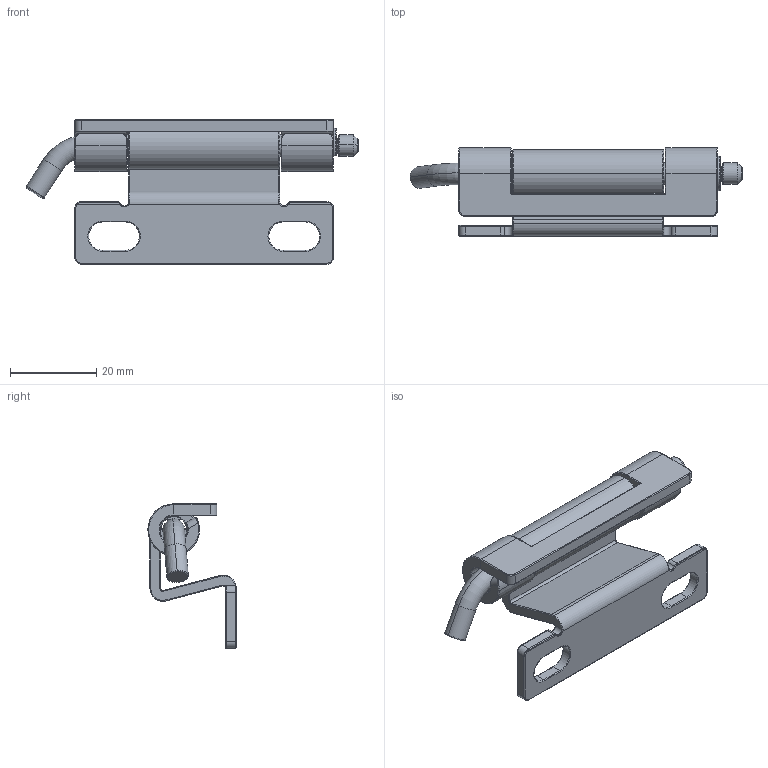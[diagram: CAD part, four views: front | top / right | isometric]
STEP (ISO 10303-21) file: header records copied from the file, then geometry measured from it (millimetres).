
FILE_DESCRIPTION (( 'STEP AP214' ), '1' );
FILE_NAME ('HGT-101-3T.STEP', '2018-05-21T09:28:10', ( '' ), ( '' ), 'SwSTEP 2.0', 'SolidWorks 2010', '' );
FILE_SCHEMA (( 'AUTOMOTIVE_DESIGN' ));
Length unit declared in the file: millimetre
Products named in the file (5): 插銷; 連接片; 基座; HGT-101-3T; E3.5
Assembly tree (4 placements, depth 2):
  HGT-101-3T
    E3.5
    連接片
    插銷
    基座
Bounding box: 77.03 x 20.5 x 33.5 mm (x, y, z)
Volume: 11072.9 mm3; surface area: 10107.2 mm2
Topology: 4 solids, 4 shells, 352 faces, 808 edges, 462 vertices
Faces by surface type: torus 146, cylinder 138, plane 42, bspline 24, cone 2
Entity records: 12568 total; most frequent: CARTESIAN_POINT 4243, DIRECTION 1950, ORIENTED_EDGE 1608, AXIS2_PLACEMENT_3D 861, EDGE_CURVE 804, CIRCLE 526, VERTEX_POINT 462, EDGE_LOOP 358
